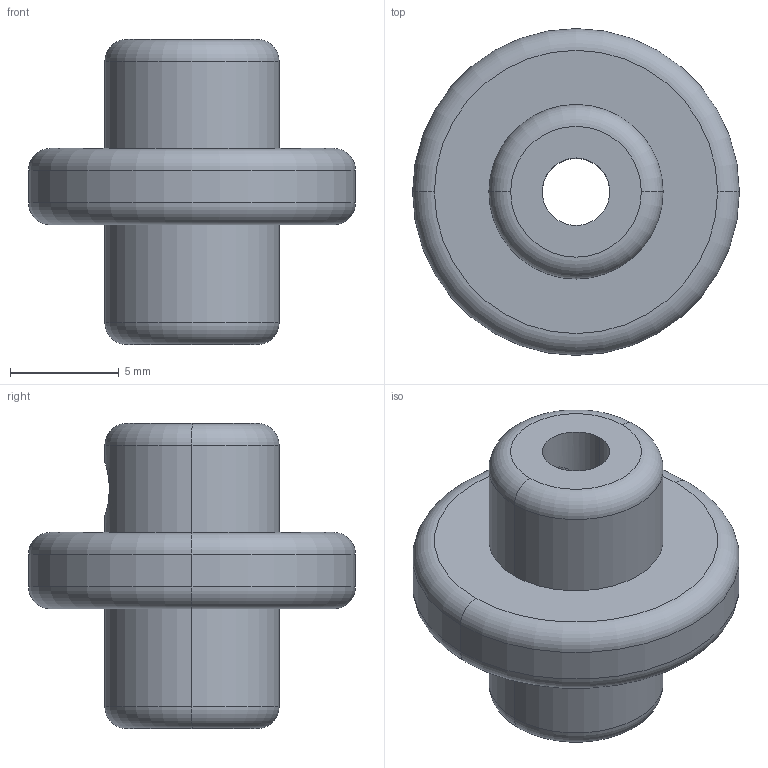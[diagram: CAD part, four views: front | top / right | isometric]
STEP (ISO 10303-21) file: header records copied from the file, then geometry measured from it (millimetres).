
FILE_DESCRIPTION (( 'STEP AP214' ), '1' );
FILE_NAME ('motor_shaft_181117.STEP', '2018-11-17T15:57:26', ( '' ), ( '' ), 'SwSTEP 2.0', 'SolidWorks 2018', '' );
FILE_SCHEMA (( 'AUTOMOTIVE_DESIGN' ));
Length unit declared in the file: millimetre
Products named in the file (1): motor_shaft_181117
Bounding box: 15 x 15 x 14 mm (x, y, z)
Volume: 998.3 mm3; surface area: 850.1 mm2
Topology: 1 solids, 1 shells, 22 faces, 46 edges, 28 vertices
Faces by surface type: cylinder 10, torus 8, plane 4
Entity records: 720 total; most frequent: CARTESIAN_POINT 185, DIRECTION 120, ORIENTED_EDGE 92, AXIS2_PLACEMENT_3D 55, EDGE_CURVE 46, CIRCLE 32, EDGE_LOOP 28, VERTEX_POINT 28
